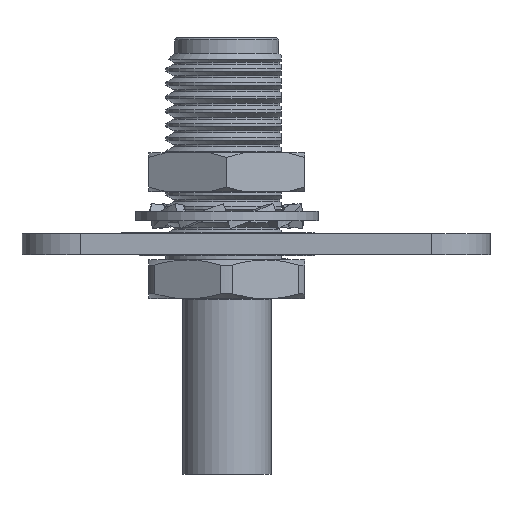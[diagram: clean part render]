
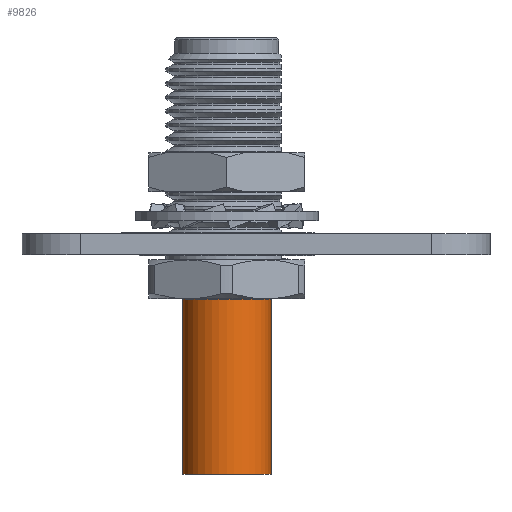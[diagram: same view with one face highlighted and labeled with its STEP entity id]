
A CAD part, left-side view. The second image highlights one B-rep face of the part: STEP entity #9826.
In plain terms, the highlighted cylindrical face has radius 2.27 mm (diameter 4.54 mm), a partial arc.
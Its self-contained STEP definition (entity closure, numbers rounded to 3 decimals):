
#301 = VERTEX_POINT('',#302);
#302 = CARTESIAN_POINT('',(22.395,0.,2.27));
#303 = VERTEX_POINT('',#304);
#304 = CARTESIAN_POINT('',(22.395,0.,-2.27));
#311 = EDGE_CURVE('',#303,#312,#314,.T.);
#312 = VERTEX_POINT('',#313);
#313 = CARTESIAN_POINT('',(13.41,0.,-2.27));
#314 = LINE('',#315,#316);
#315 = CARTESIAN_POINT('',(13.395,0.,-2.27));
#316 = VECTOR('',#317,1.);
#317 = DIRECTION('',(-1.,-0.,-0.));
#320 = VERTEX_POINT('',#321);
#321 = CARTESIAN_POINT('',(13.41,0.,2.27));
#328 = EDGE_CURVE('',#301,#320,#329,.T.);
#329 = LINE('',#330,#331);
#330 = CARTESIAN_POINT('',(13.395,0.,2.27));
#331 = VECTOR('',#332,1.);
#332 = DIRECTION('',(-1.,-0.,-0.));
#9745 = EDGE_CURVE('',#320,#312,#9746,.T.);
#9746 = CIRCLE('',#9747,2.27);
#9747 = AXIS2_PLACEMENT_3D('',#9748,#9749,#9750);
#9748 = CARTESIAN_POINT('',(13.41,0.,0.));
#9749 = DIRECTION('',(1.,-0.,0.));
#9750 = DIRECTION('',(0.,0.,-1.));
#9815 = EDGE_CURVE('',#303,#301,#9816,.T.);
#9816 = CIRCLE('',#9817,2.27);
#9817 = AXIS2_PLACEMENT_3D('',#9818,#9819,#9820);
#9818 = CARTESIAN_POINT('',(22.395,0.,0.));
#9819 = DIRECTION('',(-1.,0.,-0.));
#9820 = DIRECTION('',(-0.,0.,1.));
#9826 = ADVANCED_FACE('',(#9827),#9833,.T.);
#9827 = FACE_BOUND('',#9828,.T.);
#9828 = EDGE_LOOP('',(#9829,#9830,#9831,#9832));
#9829 = ORIENTED_EDGE('',*,*,#311,.F.);
#9830 = ORIENTED_EDGE('',*,*,#9815,.T.);
#9831 = ORIENTED_EDGE('',*,*,#328,.T.);
#9832 = ORIENTED_EDGE('',*,*,#9745,.T.);
#9833 = CYLINDRICAL_SURFACE('',#9834,2.27);
#9834 = AXIS2_PLACEMENT_3D('',#9835,#9836,#9837);
#9835 = CARTESIAN_POINT('',(13.395,0.,0.));
#9836 = DIRECTION('',(-1.,-0.,-0.));
#9837 = DIRECTION('',(-0.,0.,1.));
